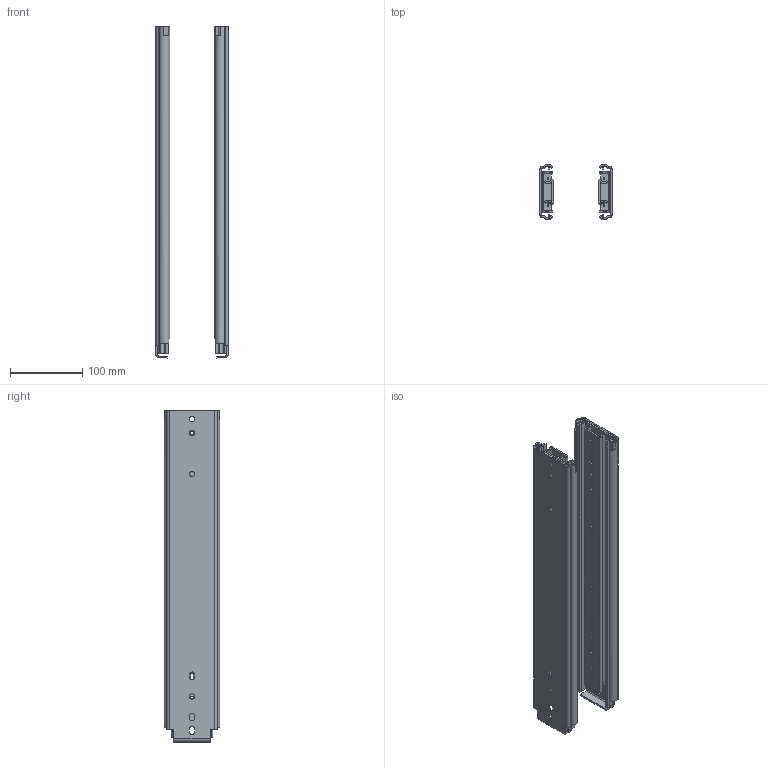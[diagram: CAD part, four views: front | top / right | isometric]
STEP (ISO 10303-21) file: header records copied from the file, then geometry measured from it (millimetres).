
FILE_DESCRIPTION( ( 'STEP AP214' ), '1' );
FILE_NAME( 'K1581.04601000.stp', '2020-12-15T11:35:23', ( 'License CC BY-ND 4.0' ), ( 'CADENAS' ), ' ', 'PARTsolutions', ' ' );
FILE_SCHEMA( ( 'AUTOMOTIVE_DESIGN { 1 0 10303 214 1 1 1 1 }' ) );
Length unit declared in the file: millimetre
Products named in the file (4): K1581.04601000; _k1581_schiene460; _k1581_schiene1460; _k1581_auszug460
Assembly tree (6 placements, depth 2):
  K1581.04601000
    _k1581_schiene460  x2
    _k1581_schiene1460  x2
    _k1581_auszug460  x2
Bounding box: 100 x 76.37 x 460 mm (x, y, z)
Volume: 443919.5 mm3; surface area: 409478.3 mm2
Topology: 6 solids, 6 shells, 340 faces, 940 edges, 612 vertices
Faces by surface type: plane 178, cylinder 142, cone 20
Full cylindrical faces by diameter (mm): 5.16 x8, 7.36 x8, 9.52 x2
Entity records: 6898 total; most frequent: DIRECTION 976, CARTESIAN_POINT 961, ORIENTED_EDGE 904, EDGE_CURVE 452, AXIS2_PLACEMENT_3D 348, VERTEX_POINT 301, LINE 280, VECTOR 280
